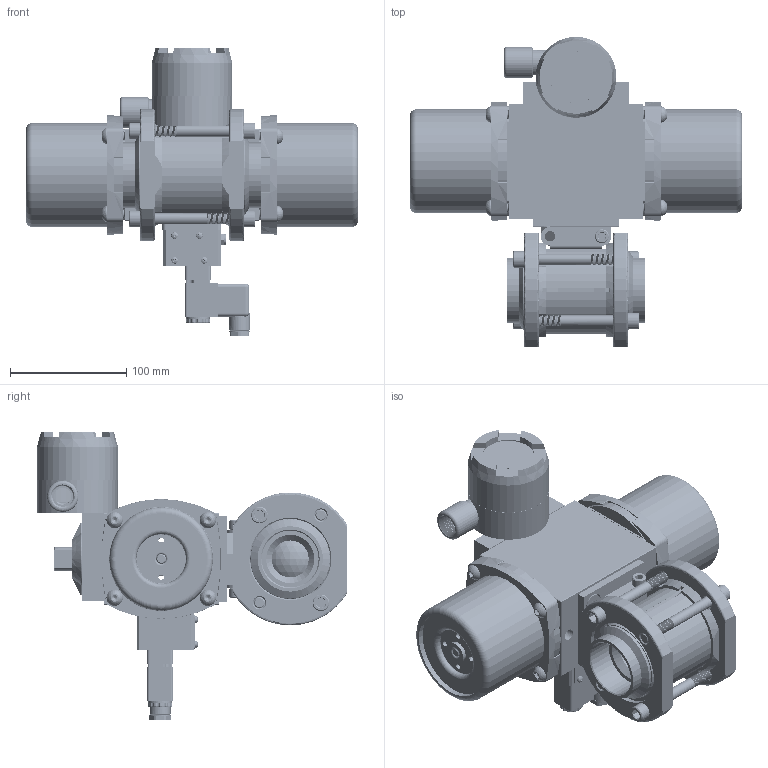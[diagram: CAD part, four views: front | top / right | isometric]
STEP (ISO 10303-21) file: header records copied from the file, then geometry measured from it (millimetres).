
FILE_DESCRIPTION (( 'STEP AP203' ), '1' );
FILE_NAME ('22XXSWSA522SR3GPDSLS.step', '2018-06-12T12:04:45', ( '' ), ( '' ), 'SwSTEP 2.0', 'SolidWorks 2017', '' );
FILE_SCHEMA (( 'CONFIG_CONTROL_DESIGN' ));
Products named in the file (1): 22XXSWSA522SR3GPDSLS
Bounding box: 285.09 x 266.2 x 247.52 mm (x, y, z)
Volume: 1708530.7 mm3; surface area: 650601.3 mm2
Topology: 73 solids, 73 shells, 6391 faces, 16462 edges, 10314 vertices
Faces by surface type: cylinder 2760, cone 2097, plane 1168, torus 236, bspline 100, sphere 30
Entity records: 232671 total; most frequent: CARTESIAN_POINT 76220, DIRECTION 34718, ORIENTED_EDGE 32636, EDGE_CURVE 16318, AXIS2_PLACEMENT_3D 14032, VERTEX_POINT 10312, CIRCLE 7740, EDGE_LOOP 6914
